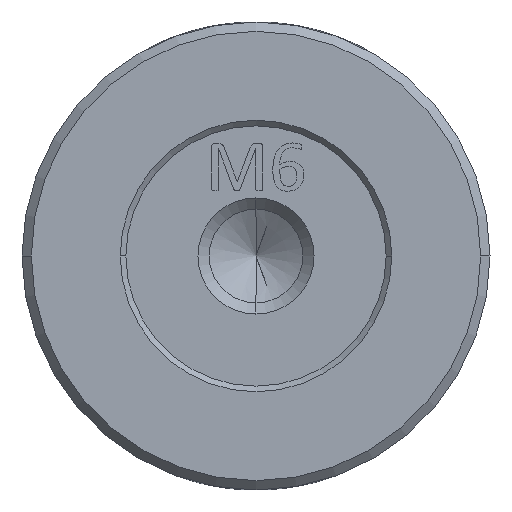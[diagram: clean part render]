
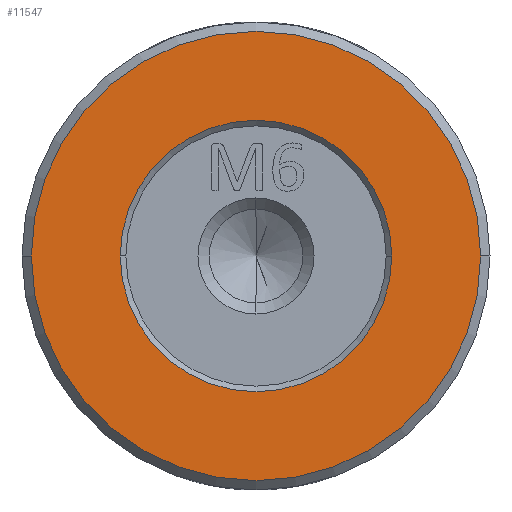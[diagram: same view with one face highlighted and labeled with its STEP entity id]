
A CAD part, left-side view. The second image highlights one B-rep face of the part: STEP entity #11547.
In plain terms, the highlighted planar face has unit normal (-1, 0, 0).
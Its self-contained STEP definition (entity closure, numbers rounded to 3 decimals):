
#371 = EDGE_CURVE ( 'NONE', #3050, #5134, #10895, .T. ) ;
#780 = AXIS2_PLACEMENT_3D ( 'NONE', #5598, #4570, #12929 ) ;
#889 = CARTESIAN_POINT ( 'NONE',  ( -80.83, 10.856, 0. ) ) ;
#991 = CIRCLE ( 'NONE', #13122, 7.25 ) ;
#2174 = FACE_BOUND ( 'NONE', #11317, .T. ) ;
#2492 = CARTESIAN_POINT ( 'NONE',  ( -80.83, -1.144, 0. ) ) ;
#3050 = VERTEX_POINT ( 'NONE', #12632 ) ;
#3112 = VERTEX_POINT ( 'NONE', #9390 ) ;
#3461 = VERTEX_POINT ( 'NONE', #889 ) ;
#3758 = ORIENTED_EDGE ( 'NONE', *, *, #10152, .T. ) ;
#4022 = FACE_OUTER_BOUND ( 'NONE', #10104, .T. ) ;
#4386 = AXIS2_PLACEMENT_3D ( 'NONE', #2492, #9426, #11529 ) ;
#4475 = DIRECTION ( 'NONE',  ( 0., 1., 0. ) ) ;
#4570 = DIRECTION ( 'NONE',  ( -1., 0., 0. ) ) ;
#4641 = CARTESIAN_POINT ( 'NONE',  ( -80.83, -1.144, 0. ) ) ;
#5134 = VERTEX_POINT ( 'NONE', #8607 ) ;
#5598 = CARTESIAN_POINT ( 'NONE',  ( -80.83, -1.144, 0. ) ) ;
#5730 = DIRECTION ( 'NONE',  ( 1., 0., 0. ) ) ;
#6313 = DIRECTION ( 'NONE',  ( -1., 0., 0. ) ) ;
#6789 = DIRECTION ( 'NONE',  ( -1., 0., 0. ) ) ;
#6943 = ORIENTED_EDGE ( 'NONE', *, *, #371, .T. ) ;
#7932 = EDGE_CURVE ( 'NONE', #5134, #3050, #991, .T. ) ;
#7972 = EDGE_CURVE ( 'NONE', #3112, #3461, #10088, .T. ) ;
#8161 = PLANE ( 'NONE',  #8656 ) ;
#8278 = CIRCLE ( 'NONE', #13275, 12. ) ;
#8607 = CARTESIAN_POINT ( 'NONE',  ( -80.83, 6.106, 0. ) ) ;
#8656 = AXIS2_PLACEMENT_3D ( 'NONE', #10334, #6313, #4475 ) ;
#8788 = DIRECTION ( 'NONE',  ( 0., -1., 0. ) ) ;
#9390 = CARTESIAN_POINT ( 'NONE',  ( -80.83, -13.144, 0. ) ) ;
#9426 = DIRECTION ( 'NONE',  ( 1., 0., 0. ) ) ;
#10088 = CIRCLE ( 'NONE', #780, 12. ) ;
#10104 = EDGE_LOOP ( 'NONE', ( #3758, #12563 ) ) ;
#10152 = EDGE_CURVE ( 'NONE', #3461, #3112, #8278, .T. ) ;
#10334 = CARTESIAN_POINT ( 'NONE',  ( -80.83, -1.144, 0. ) ) ;
#10895 = CIRCLE ( 'NONE', #4386, 7.25 ) ;
#11317 = EDGE_LOOP ( 'NONE', ( #6943, #12122 ) ) ;
#11529 = DIRECTION ( 'NONE',  ( 0., -1., 0. ) ) ;
#11547 = ADVANCED_FACE ( 'NONE', ( #2174, #4022 ), #8161, .T. ) ;
#12018 = DIRECTION ( 'NONE',  ( 0., -1., 0. ) ) ;
#12122 = ORIENTED_EDGE ( 'NONE', *, *, #7932, .T. ) ;
#12563 = ORIENTED_EDGE ( 'NONE', *, *, #7972, .T. ) ;
#12632 = CARTESIAN_POINT ( 'NONE',  ( -80.83, -8.394, 0. ) ) ;
#12790 = CARTESIAN_POINT ( 'NONE',  ( -80.83, -1.144, 0. ) ) ;
#12929 = DIRECTION ( 'NONE',  ( 0., -1., 0. ) ) ;
#13122 = AXIS2_PLACEMENT_3D ( 'NONE', #4641, #5730, #8788 ) ;
#13275 = AXIS2_PLACEMENT_3D ( 'NONE', #12790, #6789, #12018 ) ;
